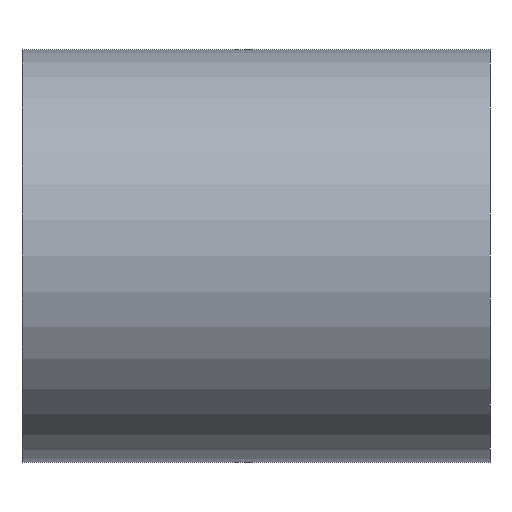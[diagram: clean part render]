
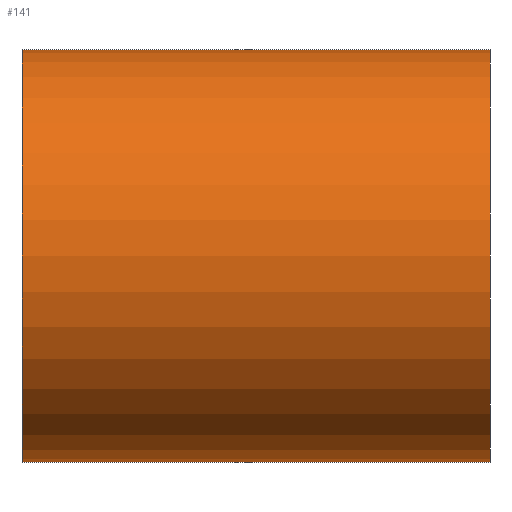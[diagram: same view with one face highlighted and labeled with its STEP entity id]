
A CAD part, left-side view. The second image highlights one B-rep face of the part: STEP entity #141.
In plain terms, the highlighted cylindrical face has radius 9.525 mm (diameter 19.05 mm), a partial arc.
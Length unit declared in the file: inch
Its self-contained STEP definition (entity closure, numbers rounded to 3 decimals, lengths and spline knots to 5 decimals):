
#3 = CIRCLE ( 'NONE', #108, 0.375 ) ;
#11 = CARTESIAN_POINT ( 'NONE',  ( 0., 0., 0.375 ) ) ;
#20 = VECTOR ( 'NONE', #85, 39.37008 ) ;
#22 = ORIENTED_EDGE ( 'NONE', *, *, #144, .F. ) ;
#23 = DIRECTION ( 'NONE',  ( 0., 0., 1. ) ) ;
#24 = DIRECTION ( 'NONE',  ( 0., 1., 0. ) ) ;
#26 = FACE_OUTER_BOUND ( 'NONE', #218, .T. ) ;
#28 = CARTESIAN_POINT ( 'NONE',  ( 0., 0.85, 0. ) ) ;
#30 = ORIENTED_EDGE ( 'NONE', *, *, #146, .T. ) ;
#54 = CARTESIAN_POINT ( 'NONE',  ( 0., 0.85, -0.375 ) ) ;
#55 = VERTEX_POINT ( 'NONE', #186 ) ;
#63 = CYLINDRICAL_SURFACE ( 'NONE', #111, 0.375 ) ;
#65 = VERTEX_POINT ( 'NONE', #179 ) ;
#78 = DIRECTION ( 'NONE',  ( 0., -1., 0. ) ) ;
#81 = CARTESIAN_POINT ( 'NONE',  ( 0., 0.85, 0.375 ) ) ;
#84 = VERTEX_POINT ( 'NONE', #180 ) ;
#85 = DIRECTION ( 'NONE',  ( 0., -1., 0. ) ) ;
#96 = VECTOR ( 'NONE', #78, 39.37008 ) ;
#97 = DIRECTION ( 'NONE',  ( 0., 0., -1. ) ) ;
#98 = DIRECTION ( 'NONE',  ( 0., -1., 0. ) ) ;
#106 = AXIS2_PLACEMENT_3D ( 'NONE', #210, #199, #184 ) ;
#108 = AXIS2_PLACEMENT_3D ( 'NONE', #28, #24, #23 ) ;
#111 = AXIS2_PLACEMENT_3D ( 'NONE', #121, #98, #97 ) ;
#121 = CARTESIAN_POINT ( 'NONE',  ( 0., 0.85, 0. ) ) ;
#133 = LINE ( 'NONE', #54, #96 ) ;
#141 = ADVANCED_FACE ( 'NONE', ( #26 ), #63, .T. ) ;
#144 = EDGE_CURVE ( 'NONE', #84, #177, #213, .T. ) ;
#146 = EDGE_CURVE ( 'NONE', #55, #65, #133, .T. ) ;
#148 = EDGE_CURVE ( 'NONE', #55, #84, #3, .T. ) ;
#150 = EDGE_CURVE ( 'NONE', #65, #177, #195, .T. ) ;
#168 = ORIENTED_EDGE ( 'NONE', *, *, #148, .F. ) ;
#177 = VERTEX_POINT ( 'NONE', #11 ) ;
#179 = CARTESIAN_POINT ( 'NONE',  ( 0., 0., -0.375 ) ) ;
#180 = CARTESIAN_POINT ( 'NONE',  ( 0., 0.85, 0.375 ) ) ;
#184 = DIRECTION ( 'NONE',  ( 0., 0., 1. ) ) ;
#186 = CARTESIAN_POINT ( 'NONE',  ( 0., 0.85, -0.375 ) ) ;
#195 = CIRCLE ( 'NONE', #106, 0.375 ) ;
#199 = DIRECTION ( 'NONE',  ( 0., 1., 0. ) ) ;
#206 = ORIENTED_EDGE ( 'NONE', *, *, #150, .T. ) ;
#210 = CARTESIAN_POINT ( 'NONE',  ( 0., 0., 0. ) ) ;
#213 = LINE ( 'NONE', #81, #20 ) ;
#218 = EDGE_LOOP ( 'NONE', ( #22, #168, #30, #206 ) ) ;
